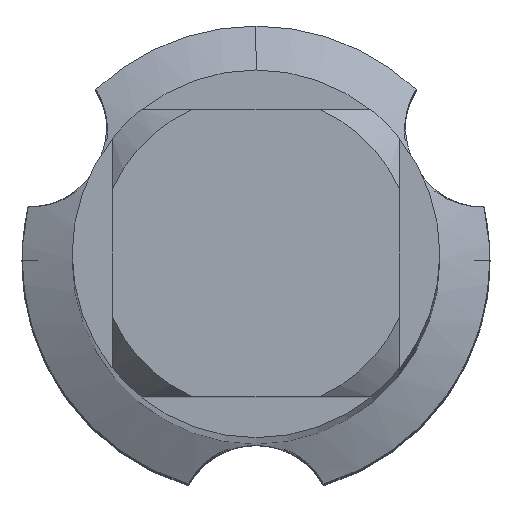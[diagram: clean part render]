
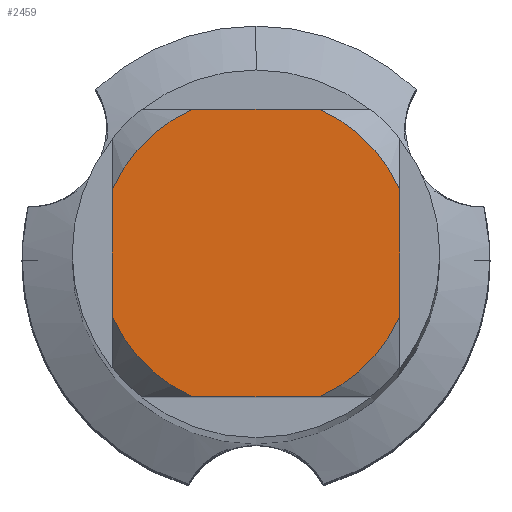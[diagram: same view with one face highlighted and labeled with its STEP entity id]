
A CAD part, top view. The second image highlights one B-rep face of the part: STEP entity #2459.
In plain terms, the highlighted planar face has unit normal (0, 0, 1).
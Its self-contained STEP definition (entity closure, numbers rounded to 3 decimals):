
#2459=ADVANCED_FACE('',(#7150),#7151,.T.);
#2763=EDGE_CURVE('',#3733,#3675,#7477,.T.);
#2895=EDGE_CURVE('',#5303,#5853,#7625,.T.);
#3675=VERTEX_POINT('',#8463);
#3733=VERTEX_POINT('',#8529);
#3887=EDGE_CURVE('',#3733,#5853,#8698,.T.);
#4191=EDGE_CURVE('',#5303,#6487,#9031,.T.);
#4777=EDGE_CURVE('',#6387,#4917,#9682,.T.);
#4917=VERTEX_POINT('',#9832);
#5303=VERTEX_POINT('',#10257);
#5577=EDGE_CURVE('',#6387,#3675,#10549,.T.);
#5853=VERTEX_POINT('',#10852);
#6227=VERTEX_POINT('',#11259);
#6355=EDGE_CURVE('',#6227,#4917,#11398,.T.);
#6387=VERTEX_POINT('',#11431);
#6487=VERTEX_POINT('',#11539);
#6809=EDGE_CURVE('',#6227,#6487,#11890,.T.);
#7150=FACE_OUTER_BOUND('',#12302,.T.);
#7151=PLANE('',#12303);
#7477=LINE('',#12911,#12912);
#7625=LINE('',#13172,#13173);
#8463=CARTESIAN_POINT('',(-0.949,2.15,0.0));
#8529=CARTESIAN_POINT('',(0.949,2.15,0.0));
#8698=CIRCLE('',#15076,2.35);
#9031=CIRCLE('',#15657,2.35);
#9682=LINE('',#16872,#16873);
#9832=CARTESIAN_POINT('',(-2.15,-0.949,0.0));
#10257=CARTESIAN_POINT('',(2.15,-0.949,0.0));
#10549=CIRCLE('',#18451,2.35);
#10852=CARTESIAN_POINT('',(2.15,0.949,0.0));
#11259=CARTESIAN_POINT('',(-0.949,-2.15,0.0));
#11398=CIRCLE('',#19866,2.35);
#11431=CARTESIAN_POINT('',(-2.15,0.949,0.0));
#11539=CARTESIAN_POINT('',(0.949,-2.15,0.0));
#11890=LINE('',#20695,#20696);
#12302=EDGE_LOOP('',(#21308,#21309,#21310,#21311,#21312,#21313,#21314,#21315));
#12303=AXIS2_PLACEMENT_3D('',#21316,#21317,#21318);
#12911=CARTESIAN_POINT('',(0.0,2.15,0.0));
#12912=VECTOR('',#21611,1.0);
#13172=CARTESIAN_POINT('',(2.15,0.588,0.0));
#13173=VECTOR('',#21803,1.0);
#15076=AXIS2_PLACEMENT_3D('',#23038,#23039,#23040);
#15657=AXIS2_PLACEMENT_3D('',#23393,#23394,#23395);
#16872=CARTESIAN_POINT('',(-2.15,0.588,0.0));
#16873=VECTOR('',#24445,1.0);
#18451=AXIS2_PLACEMENT_3D('',#25328,#25329,#25330);
#19866=AXIS2_PLACEMENT_3D('',#26263,#26264,#26265);
#20695=CARTESIAN_POINT('',(0.0,-2.15,0.0));
#20696=VECTOR('',#26759,1.0);
#21308=ORIENTED_EDGE('',*,*,#4777,.T.);
#21309=ORIENTED_EDGE('',*,*,#6355,.F.);
#21310=ORIENTED_EDGE('',*,*,#6809,.T.);
#21311=ORIENTED_EDGE('',*,*,#4191,.F.);
#21312=ORIENTED_EDGE('',*,*,#2895,.T.);
#21313=ORIENTED_EDGE('',*,*,#3887,.F.);
#21314=ORIENTED_EDGE('',*,*,#2763,.T.);
#21315=ORIENTED_EDGE('',*,*,#5577,.F.);
#21316=CARTESIAN_POINT('',(0.0,1.175,0.0));
#21317=DIRECTION('',(-0.0,0.0,1.0));
#21318=DIRECTION('',(0.0,-1.0,0.0));
#21611=DIRECTION('',(-1.0,0.0,0.0));
#21803=DIRECTION('',(-0.0,1.0,0.0));
#23038=CARTESIAN_POINT('',(0.0,0.0,0.0));
#23039=DIRECTION('',(0.0,0.0,-1.0));
#23040=DIRECTION('',(0.0,1.0,0.0));
#23393=CARTESIAN_POINT('',(0.0,0.0,0.0));
#23394=DIRECTION('',(0.0,0.0,-1.0));
#23395=DIRECTION('',(0.0,1.0,0.0));
#24445=DIRECTION('',(-0.0,-1.0,0.0));
#25328=CARTESIAN_POINT('',(0.0,0.0,0.0));
#25329=DIRECTION('',(0.0,0.0,-1.0));
#25330=DIRECTION('',(0.0,1.0,0.0));
#26263=CARTESIAN_POINT('',(0.0,0.0,0.0));
#26264=DIRECTION('',(0.0,0.0,-1.0));
#26265=DIRECTION('',(0.0,1.0,0.0));
#26759=DIRECTION('',(1.0,0.0,0.0));
